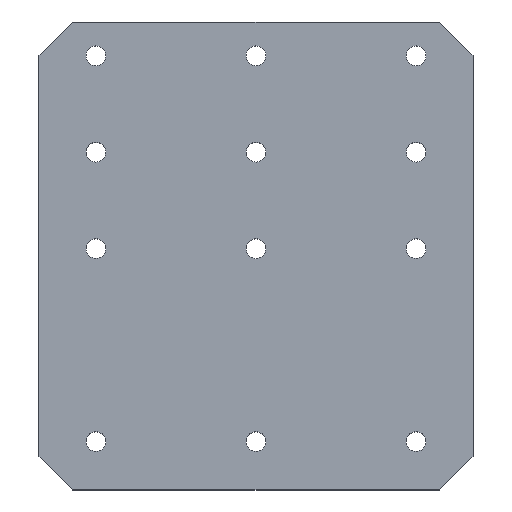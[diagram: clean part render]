
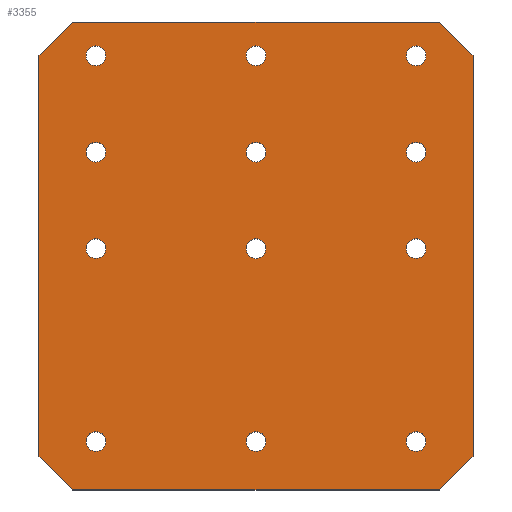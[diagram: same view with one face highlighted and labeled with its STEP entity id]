
A CAD part, top view. The second image highlights one B-rep face of the part: STEP entity #3355.
In plain terms, the highlighted planar face has unit normal (0, 0, 1).
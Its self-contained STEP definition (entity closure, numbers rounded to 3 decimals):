
#104=FACE_BOUND('',#562,.T.);
#105=FACE_BOUND('',#563,.T.);
#106=FACE_BOUND('',#564,.T.);
#107=FACE_BOUND('',#565,.T.);
#108=FACE_BOUND('',#566,.T.);
#109=FACE_BOUND('',#567,.T.);
#110=FACE_BOUND('',#568,.T.);
#111=FACE_BOUND('',#569,.T.);
#112=FACE_BOUND('',#570,.T.);
#113=FACE_BOUND('',#571,.T.);
#114=FACE_BOUND('',#572,.T.);
#115=FACE_BOUND('',#573,.T.);
#175=CIRCLE('',#3560,2.05);
#176=CIRCLE('',#3561,2.05);
#177=CIRCLE('',#3562,2.05);
#178=CIRCLE('',#3563,2.05);
#179=CIRCLE('',#3564,2.05);
#180=CIRCLE('',#3565,2.05);
#181=CIRCLE('',#3566,2.05);
#182=CIRCLE('',#3567,2.05);
#183=CIRCLE('',#3568,2.05);
#184=CIRCLE('',#3569,2.05);
#185=CIRCLE('',#3570,2.05);
#186=CIRCLE('',#3571,2.05);
#371=FACE_OUTER_BOUND('',#561,.T.);
#561=EDGE_LOOP('',(#2252,#2253,#2254,#2255,#2256,#2257,#2258,#2259));
#562=EDGE_LOOP('',(#2260));
#563=EDGE_LOOP('',(#2261));
#564=EDGE_LOOP('',(#2262));
#565=EDGE_LOOP('',(#2263));
#566=EDGE_LOOP('',(#2264));
#567=EDGE_LOOP('',(#2265));
#568=EDGE_LOOP('',(#2266));
#569=EDGE_LOOP('',(#2267));
#570=EDGE_LOOP('',(#2268));
#571=EDGE_LOOP('',(#2269));
#572=EDGE_LOOP('',(#2270));
#573=EDGE_LOOP('',(#2271));
#823=LINE('',#5041,#1120);
#825=LINE('',#5045,#1122);
#826=LINE('',#5047,#1123);
#827=LINE('',#5049,#1124);
#828=LINE('',#5051,#1125);
#829=LINE('',#5053,#1126);
#830=LINE('',#5055,#1127);
#831=LINE('',#5056,#1128);
#1120=VECTOR('',#3956,10.);
#1122=VECTOR('',#3960,10.);
#1123=VECTOR('',#3961,10.);
#1124=VECTOR('',#3962,10.);
#1125=VECTOR('',#3963,10.);
#1126=VECTOR('',#3964,10.);
#1127=VECTOR('',#3965,10.);
#1128=VECTOR('',#3966,10.);
#1417=VERTEX_POINT('',#5038);
#1418=VERTEX_POINT('',#5040);
#1419=VERTEX_POINT('',#5044);
#1420=VERTEX_POINT('',#5046);
#1421=VERTEX_POINT('',#5048);
#1422=VERTEX_POINT('',#5050);
#1423=VERTEX_POINT('',#5052);
#1424=VERTEX_POINT('',#5054);
#1425=VERTEX_POINT('',#5057);
#1426=VERTEX_POINT('',#5059);
#1427=VERTEX_POINT('',#5061);
#1428=VERTEX_POINT('',#5063);
#1429=VERTEX_POINT('',#5065);
#1430=VERTEX_POINT('',#5067);
#1431=VERTEX_POINT('',#5069);
#1432=VERTEX_POINT('',#5071);
#1433=VERTEX_POINT('',#5073);
#1434=VERTEX_POINT('',#5075);
#1435=VERTEX_POINT('',#5077);
#1436=VERTEX_POINT('',#5079);
#1751=EDGE_CURVE('',#1417,#1418,#823,.T.);
#1753=EDGE_CURVE('',#1419,#1417,#825,.T.);
#1754=EDGE_CURVE('',#1420,#1419,#826,.T.);
#1755=EDGE_CURVE('',#1421,#1420,#827,.T.);
#1756=EDGE_CURVE('',#1422,#1421,#828,.T.);
#1757=EDGE_CURVE('',#1423,#1422,#829,.T.);
#1758=EDGE_CURVE('',#1424,#1423,#830,.T.);
#1759=EDGE_CURVE('',#1418,#1424,#831,.T.);
#1760=EDGE_CURVE('',#1425,#1425,#175,.T.);
#1761=EDGE_CURVE('',#1426,#1426,#176,.T.);
#1762=EDGE_CURVE('',#1427,#1427,#177,.T.);
#1763=EDGE_CURVE('',#1428,#1428,#178,.T.);
#1764=EDGE_CURVE('',#1429,#1429,#179,.T.);
#1765=EDGE_CURVE('',#1430,#1430,#180,.T.);
#1766=EDGE_CURVE('',#1431,#1431,#181,.T.);
#1767=EDGE_CURVE('',#1432,#1432,#182,.T.);
#1768=EDGE_CURVE('',#1433,#1433,#183,.T.);
#1769=EDGE_CURVE('',#1434,#1434,#184,.T.);
#1770=EDGE_CURVE('',#1435,#1435,#185,.T.);
#1771=EDGE_CURVE('',#1436,#1436,#186,.T.);
#2252=ORIENTED_EDGE('',*,*,#1751,.F.);
#2253=ORIENTED_EDGE('',*,*,#1753,.F.);
#2254=ORIENTED_EDGE('',*,*,#1754,.F.);
#2255=ORIENTED_EDGE('',*,*,#1755,.F.);
#2256=ORIENTED_EDGE('',*,*,#1756,.F.);
#2257=ORIENTED_EDGE('',*,*,#1757,.F.);
#2258=ORIENTED_EDGE('',*,*,#1758,.F.);
#2259=ORIENTED_EDGE('',*,*,#1759,.F.);
#2260=ORIENTED_EDGE('',*,*,#1760,.T.);
#2261=ORIENTED_EDGE('',*,*,#1761,.T.);
#2262=ORIENTED_EDGE('',*,*,#1762,.T.);
#2263=ORIENTED_EDGE('',*,*,#1763,.T.);
#2264=ORIENTED_EDGE('',*,*,#1764,.T.);
#2265=ORIENTED_EDGE('',*,*,#1765,.T.);
#2266=ORIENTED_EDGE('',*,*,#1766,.T.);
#2267=ORIENTED_EDGE('',*,*,#1767,.T.);
#2268=ORIENTED_EDGE('',*,*,#1768,.T.);
#2269=ORIENTED_EDGE('',*,*,#1769,.T.);
#2270=ORIENTED_EDGE('',*,*,#1770,.T.);
#2271=ORIENTED_EDGE('',*,*,#1771,.T.);
#3247=PLANE('',#3559);
#3355=ADVANCED_FACE('',(#371,#104,#105,#106,#107,#108,#109,#110,#111,#112,
#113,#114,#115),#3247,.T.);
#3559=AXIS2_PLACEMENT_3D('',#5043,#3958,#3959);
#3560=AXIS2_PLACEMENT_3D('',#5058,#3967,#3968);
#3561=AXIS2_PLACEMENT_3D('',#5060,#3969,#3970);
#3562=AXIS2_PLACEMENT_3D('',#5062,#3971,#3972);
#3563=AXIS2_PLACEMENT_3D('',#5064,#3973,#3974);
#3564=AXIS2_PLACEMENT_3D('',#5066,#3975,#3976);
#3565=AXIS2_PLACEMENT_3D('',#5068,#3977,#3978);
#3566=AXIS2_PLACEMENT_3D('',#5070,#3979,#3980);
#3567=AXIS2_PLACEMENT_3D('',#5072,#3981,#3982);
#3568=AXIS2_PLACEMENT_3D('',#5074,#3983,#3984);
#3569=AXIS2_PLACEMENT_3D('',#5076,#3985,#3986);
#3570=AXIS2_PLACEMENT_3D('',#5078,#3987,#3988);
#3571=AXIS2_PLACEMENT_3D('',#5080,#3989,#3990);
#3956=DIRECTION('',(0.707,-0.707,0.));
#3958=DIRECTION('center_axis',(0.,0.,1.));
#3959=DIRECTION('ref_axis',(1.,0.,0.));
#3960=DIRECTION('',(1.,0.,0.));
#3961=DIRECTION('',(0.707,0.707,0.));
#3962=DIRECTION('',(0.,1.,0.));
#3963=DIRECTION('',(-0.707,0.707,0.));
#3964=DIRECTION('',(-1.,0.,0.));
#3965=DIRECTION('',(-0.707,-0.707,0.));
#3966=DIRECTION('',(0.,-1.,0.));
#3967=DIRECTION('center_axis',(0.,0.,-1.));
#3968=DIRECTION('ref_axis',(1.,0.,0.));
#3969=DIRECTION('center_axis',(0.,0.,-1.));
#3970=DIRECTION('ref_axis',(1.,0.,0.));
#3971=DIRECTION('center_axis',(0.,0.,-1.));
#3972=DIRECTION('ref_axis',(1.,0.,0.));
#3973=DIRECTION('center_axis',(0.,0.,-1.));
#3974=DIRECTION('ref_axis',(1.,0.,0.));
#3975=DIRECTION('center_axis',(0.,0.,-1.));
#3976=DIRECTION('ref_axis',(1.,0.,0.));
#3977=DIRECTION('center_axis',(0.,0.,-1.));
#3978=DIRECTION('ref_axis',(1.,0.,0.));
#3979=DIRECTION('center_axis',(0.,0.,-1.));
#3980=DIRECTION('ref_axis',(1.,0.,0.));
#3981=DIRECTION('center_axis',(0.,0.,-1.));
#3982=DIRECTION('ref_axis',(1.,0.,0.));
#3983=DIRECTION('center_axis',(0.,0.,-1.));
#3984=DIRECTION('ref_axis',(1.,0.,0.));
#3985=DIRECTION('center_axis',(0.,0.,-1.));
#3986=DIRECTION('ref_axis',(1.,0.,0.));
#3987=DIRECTION('center_axis',(0.,0.,-1.));
#3988=DIRECTION('ref_axis',(1.,0.,0.));
#3989=DIRECTION('center_axis',(0.,0.,-1.));
#3990=DIRECTION('ref_axis',(1.,0.,0.));
#5038=CARTESIAN_POINT('',(38.,7.,25.));
#5040=CARTESIAN_POINT('',(45.,0.,25.));
#5041=CARTESIAN_POINT('',(32.,13.,25.));
#5043=CARTESIAN_POINT('Origin',(0.,0.,25.));
#5044=CARTESIAN_POINT('',(-38.,7.,25.));
#5045=CARTESIAN_POINT('',(45.,7.,25.));
#5046=CARTESIAN_POINT('',(-45.,0.,25.));
#5047=CARTESIAN_POINT('',(-32.,13.,25.));
#5048=CARTESIAN_POINT('',(-45.,-83.,25.));
#5049=CARTESIAN_POINT('',(-45.,5.,25.));
#5050=CARTESIAN_POINT('',(-38.,-90.,25.));
#5051=CARTESIAN_POINT('',(-52.75,-75.25,25.));
#5052=CARTESIAN_POINT('',(38.,-90.,25.));
#5053=CARTESIAN_POINT('',(-45.,-90.,25.));
#5054=CARTESIAN_POINT('',(45.,-83.,25.));
#5055=CARTESIAN_POINT('',(52.75,-75.25,25.));
#5056=CARTESIAN_POINT('',(45.,-5.,25.));
#5057=CARTESIAN_POINT('',(-2.05,-80.,25.));
#5058=CARTESIAN_POINT('Origin',(0.,-80.,25.));
#5059=CARTESIAN_POINT('',(31.15,-80.,25.));
#5060=CARTESIAN_POINT('Origin',(33.2,-80.,25.));
#5061=CARTESIAN_POINT('',(-35.25,-80.,25.));
#5062=CARTESIAN_POINT('Origin',(-33.2,-80.,25.));
#5063=CARTESIAN_POINT('',(-2.05,-40.,25.));
#5064=CARTESIAN_POINT('Origin',(0.,-40.,25.));
#5065=CARTESIAN_POINT('',(31.15,-40.,25.));
#5066=CARTESIAN_POINT('Origin',(33.2,-40.,25.));
#5067=CARTESIAN_POINT('',(-35.25,-40.,25.));
#5068=CARTESIAN_POINT('Origin',(-33.2,-40.,25.));
#5069=CARTESIAN_POINT('',(-2.05,-20.,25.));
#5070=CARTESIAN_POINT('Origin',(0.,-20.,25.));
#5071=CARTESIAN_POINT('',(31.15,-20.,25.));
#5072=CARTESIAN_POINT('Origin',(33.2,-20.,25.));
#5073=CARTESIAN_POINT('',(-35.25,-20.,25.));
#5074=CARTESIAN_POINT('Origin',(-33.2,-20.,25.));
#5075=CARTESIAN_POINT('',(-35.25,0.,25.));
#5076=CARTESIAN_POINT('Origin',(-33.2,0.,25.));
#5077=CARTESIAN_POINT('',(31.15,0.,25.));
#5078=CARTESIAN_POINT('Origin',(33.2,0.,25.));
#5079=CARTESIAN_POINT('',(-2.05,0.,25.));
#5080=CARTESIAN_POINT('Origin',(0.,0.,25.));
